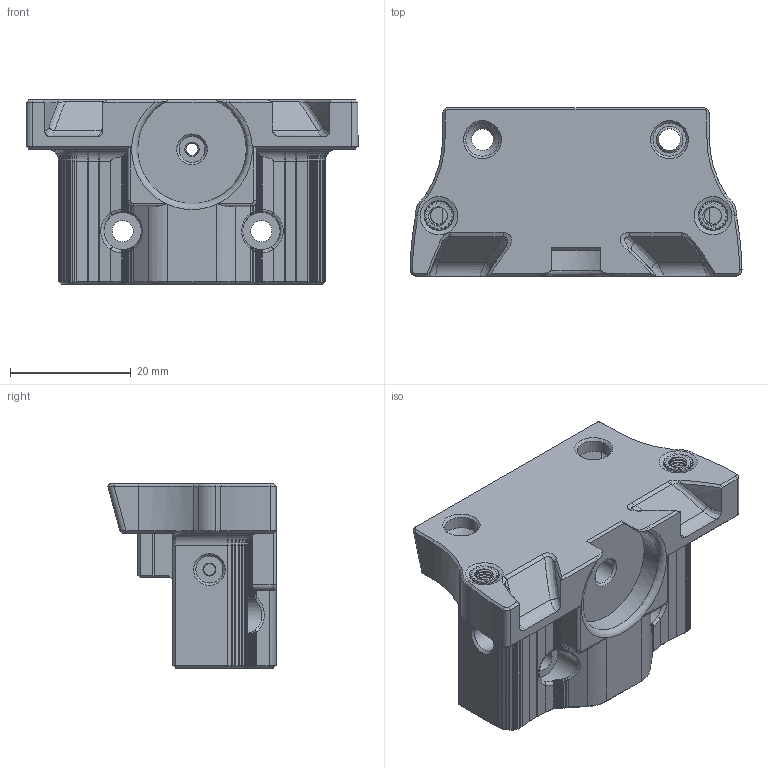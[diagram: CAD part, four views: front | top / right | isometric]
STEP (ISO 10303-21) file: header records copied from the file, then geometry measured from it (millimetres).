
FILE_DESCRIPTION(/* description */ (''),/* implementation_level */ '2;1');
FILE_NAME(/* name */ 'LGX Mount ERCF v1.step',/* time_stamp */ '2021-05-06T20:29:43+02:00',/* author */ (''),/* organization */ (''),/* preprocessor_version */ 'ST-DEVELOPER v18.1',/* originating_system */ 'Autodesk Translation Framework v10.6.0.1341',/* authorisation */ '');
FILE_SCHEMA (('AUTOMOTIVE_DESIGN { 1 0 10303 214 3 1 1 }'));
Length unit declared in the file: millimetre
Products named in the file (6): LGX ERCF Test; Main Body; Parts; Brass Inserts; FilamentDetectorCartAssembly v2; TL_IR_Sensor v1
Assembly tree (8 placements, depth 4):
  LGX ERCF Test
    Main Body
    Parts
      Brass Inserts  x4
      FilamentDetectorCartAssembly v2
        TL_IR_Sensor v1
Bounding box: 55.02 x 27.9 x 30.55 mm (x, y, z)
Volume: 21022.1 mm3; surface area: 10262.6 mm2
Topology: 6 solids, 6 shells, 1313 faces, 3464 edges, 2174 vertices
Faces by surface type: bspline 485, cylinder 370, plane 304, cone 120, torus 30, sphere 4
Full cylindrical faces by diameter (mm): 1.9 x1, 2 x2, 2.15 x1, 2.82 x16, 3.5 x2, 3.6 x2, 4.133 x4, 4.148 x4, 4.3 x2, 4.5 x1, 4.7 x4, 5.5 x2, 6.2 x2
Entity records: 34790 total; most frequent: CARTESIAN_POINT 14653, ORIENTED_EDGE 4478, DIRECTION 3802, EDGE_CURVE 2239, AXIS2_PLACEMENT_3D 1377, VERTEX_POINT 1364, LINE 1048, VECTOR 1048
